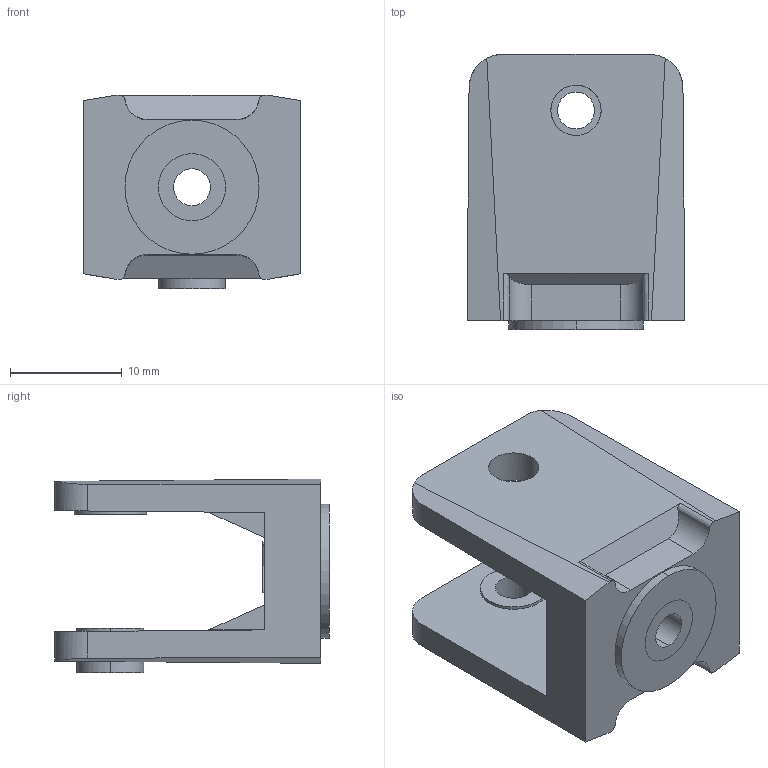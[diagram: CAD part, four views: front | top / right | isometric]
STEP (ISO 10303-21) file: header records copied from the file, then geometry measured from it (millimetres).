
FILE_DESCRIPTION (( 'STEP AP214' ), '1' );
FILE_NAME ('JXHSV06-03005-d X-axis tensioning wheel mounting seat.step', '2023-06-08T06:46:23', ( '微软用户' ), ( '微软中国' ), 'SwSTEP 2.0', 'SolidWorks 2020', '' );
FILE_SCHEMA (( 'AUTOMOTIVE_DESIGN' ));
Length unit declared in the file: millimetre
Products named in the file (1): JXHSV06-03005-d X-axis tensioning wheel mounting seat
Bounding box: 19.5 x 24.6 x 17.34 mm (x, y, z)
Volume: 3399.8 mm3; surface area: 2774.3 mm2
Topology: 1 solids, 1 shells, 122 faces, 332 edges, 220 vertices
Faces by surface type: plane 83, cylinder 22, bspline 17
Entity records: 4372 total; most frequent: CARTESIAN_POINT 1312, ORIENTED_EDGE 664, DIRECTION 498, EDGE_CURVE 332, VECTOR 238, LINE 238, VERTEX_POINT 220, EDGE_LOOP 136
